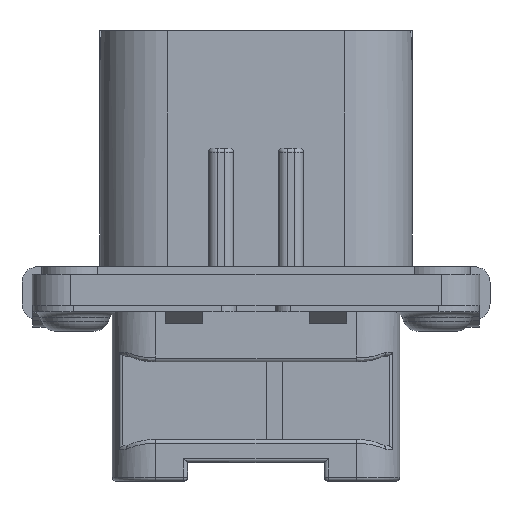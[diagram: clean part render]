
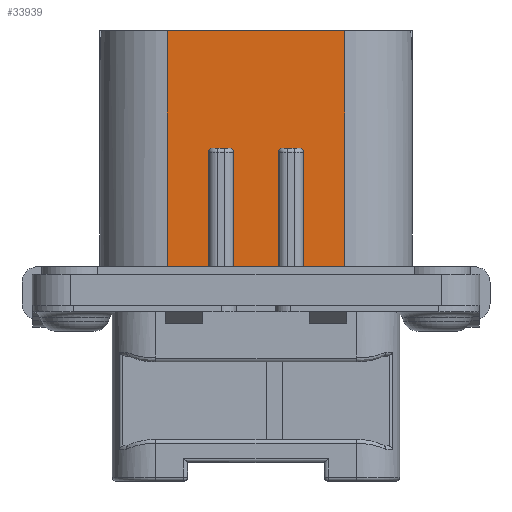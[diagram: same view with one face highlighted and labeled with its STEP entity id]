
A CAD part, front view. The second image highlights one B-rep face of the part: STEP entity #33939.
In plain terms, the highlighted planar face has unit normal (0, -1, 0).
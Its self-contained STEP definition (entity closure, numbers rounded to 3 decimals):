
#1276=DIRECTION('',(1.,0.,0.));
#1277=VECTOR('',#1276,2.66);
#1278=CARTESIAN_POINT('',(3.04,-9.,2.));
#1279=LINE('',#1278,#1277);
#2489=DIRECTION('',(1.,0.,0.));
#2490=VECTOR('',#2489,2.66);
#2491=CARTESIAN_POINT('',(-5.7,-9.,2.));
#2492=LINE('',#2491,#2490);
#2690=DIRECTION('',(1.,0.,0.));
#2691=VECTOR('',#2690,11.4);
#2692=CARTESIAN_POINT('',(-5.7,-9.,17.67));
#2693=LINE('',#2692,#2691);
#3225=DIRECTION('',(0.,0.,1.));
#3226=VECTOR('',#3225,7.87);
#3227=CARTESIAN_POINT('',(-1.44,-9.,2.));
#3228=LINE('',#3227,#3226);
#3229=DIRECTION('',(-1.,0.,0.));
#3230=VECTOR('',#3229,1.1);
#3231=CARTESIAN_POINT('',(-1.69,-9.,10.12));
#3232=LINE('',#3231,#3230);
#3233=DIRECTION('',(0.,0.,1.));
#3234=VECTOR('',#3233,7.87);
#3235=CARTESIAN_POINT('',(-3.04,-9.,2.));
#3236=LINE('',#3235,#3234);
#3237=DIRECTION('',(0.,0.,-1.));
#3238=VECTOR('',#3237,15.67);
#3239=CARTESIAN_POINT('',(-5.7,-9.,17.67));
#3240=LINE('',#3239,#3238);
#3241=DIRECTION('',(0.,0.,-1.));
#3242=VECTOR('',#3241,15.67);
#3243=CARTESIAN_POINT('',(5.7,-9.,17.67));
#3244=LINE('',#3243,#3242);
#3245=DIRECTION('',(0.,0.,1.));
#3246=VECTOR('',#3245,7.87);
#3247=CARTESIAN_POINT('',(3.04,-9.,2.));
#3248=LINE('',#3247,#3246);
#3249=DIRECTION('',(-1.,0.,0.));
#3250=VECTOR('',#3249,1.1);
#3251=CARTESIAN_POINT('',(2.79,-9.,10.12));
#3252=LINE('',#3251,#3250);
#3253=DIRECTION('',(0.,0.,1.));
#3254=VECTOR('',#3253,7.87);
#3255=CARTESIAN_POINT('',(1.44,-9.,2.));
#3256=LINE('',#3255,#3254);
#3270=CARTESIAN_POINT('',(-1.69,-9.,9.87));
#3271=DIRECTION('',(0.,1.,0.));
#3272=DIRECTION('',(0.,0.,1.));
#3273=AXIS2_PLACEMENT_3D('',#3270,#3271,#3272);
#3353=DIRECTION('',(1.,0.,0.));
#3354=VECTOR('',#3353,2.88);
#3355=CARTESIAN_POINT('',(-1.44,-9.,2.));
#3356=LINE('',#3355,#3354);
#3369=CARTESIAN_POINT('',(1.69,-9.,9.87));
#3370=DIRECTION('',(0.,1.,0.));
#3371=DIRECTION('',(-1.,0.,0.));
#3372=AXIS2_PLACEMENT_3D('',#3369,#3370,#3371);
#3401=CARTESIAN_POINT('',(2.79,-9.,9.87));
#3402=DIRECTION('',(0.,1.,0.));
#3403=DIRECTION('',(0.,0.,1.));
#3404=AXIS2_PLACEMENT_3D('',#3401,#3402,#3403);
#3484=CARTESIAN_POINT('',(-2.79,-9.,9.87));
#3485=DIRECTION('',(0.,1.,0.));
#3486=DIRECTION('',(-1.,0.,0.));
#3487=AXIS2_PLACEMENT_3D('',#3484,#3485,#3486);
#25225=CARTESIAN_POINT('',(-5.7,-9.,17.67));
#25226=CARTESIAN_POINT('',(-5.7,-9.,2.));
#25227=VERTEX_POINT('',#25225);
#25228=VERTEX_POINT('',#25226);
#25229=CARTESIAN_POINT('',(5.7,-9.,17.67));
#25230=CARTESIAN_POINT('',(5.7,-9.,2.));
#25231=VERTEX_POINT('',#25229);
#25232=VERTEX_POINT('',#25230);
#27150=CARTESIAN_POINT('',(-3.04,-9.,2.));
#27151=VERTEX_POINT('',#27150);
#27152=CARTESIAN_POINT('',(-1.44,-9.,2.));
#27153=CARTESIAN_POINT('',(1.44,-9.,2.));
#27154=VERTEX_POINT('',#27152);
#27155=VERTEX_POINT('',#27153);
#27156=CARTESIAN_POINT('',(3.04,-9.,2.));
#27157=VERTEX_POINT('',#27156);
#27201=CARTESIAN_POINT('',(-1.44,-9.,9.87));
#27203=VERTEX_POINT('',#27201);
#27205=CARTESIAN_POINT('',(-1.69,-9.,10.12));
#27207=VERTEX_POINT('',#27205);
#27220=CARTESIAN_POINT('',(-2.79,-9.,10.12));
#27221=VERTEX_POINT('',#27220);
#27222=CARTESIAN_POINT('',(-3.04,-9.,9.87));
#27223=VERTEX_POINT('',#27222);
#27225=CARTESIAN_POINT('',(3.04,-9.,9.87));
#27227=VERTEX_POINT('',#27225);
#27229=CARTESIAN_POINT('',(2.79,-9.,10.12));
#27231=VERTEX_POINT('',#27229);
#27244=CARTESIAN_POINT('',(1.69,-9.,10.12));
#27245=VERTEX_POINT('',#27244);
#27246=CARTESIAN_POINT('',(1.44,-9.,9.87));
#27247=VERTEX_POINT('',#27246);
#33904=CARTESIAN_POINT('',(-10.05,-9.,2.));
#33905=DIRECTION('',(0.,-1.,0.));
#33906=DIRECTION('',(1.,0.,0.));
#33907=AXIS2_PLACEMENT_3D('',#33904,#33905,#33906);
#33908=PLANE('',#33907);
#33910=ORIENTED_EDGE('',*,*,#33909,.T.);
#33912=ORIENTED_EDGE('',*,*,#33911,.F.);
#33914=ORIENTED_EDGE('',*,*,#33913,.T.);
#33916=ORIENTED_EDGE('',*,*,#33915,.F.);
#33918=ORIENTED_EDGE('',*,*,#33917,.F.);
#33919=ORIENTED_EDGE('',*,*,#33152,.F.);
#33921=ORIENTED_EDGE('',*,*,#33920,.F.);
#33922=ORIENTED_EDGE('',*,*,#33360,.T.);
#33923=ORIENTED_EDGE('',*,*,#33896,.T.);
#33924=ORIENTED_EDGE('',*,*,#32365,.F.);
#33926=ORIENTED_EDGE('',*,*,#33925,.T.);
#33928=ORIENTED_EDGE('',*,*,#33927,.F.);
#33930=ORIENTED_EDGE('',*,*,#33929,.T.);
#33932=ORIENTED_EDGE('',*,*,#33931,.F.);
#33934=ORIENTED_EDGE('',*,*,#33933,.F.);
#33936=ORIENTED_EDGE('',*,*,#33935,.F.);
#33937=EDGE_LOOP('',(#33910,#33912,#33914,#33916,#33918,#33919,#33921,#33922,
#33923,#33924,#33926,#33928,#33930,#33932,#33934,#33936));
#33938=FACE_OUTER_BOUND('',#33937,.F.);
#33939=ADVANCED_FACE('',(#33938),#33908,.T.);
#3274=CIRCLE('',#3273,0.25);
#3373=CIRCLE('',#3372,0.25);
#3405=CIRCLE('',#3404,0.25);
#3488=CIRCLE('',#3487,0.25);
#32365=EDGE_CURVE('',#27157,#25232,#1279,.T.);
#33152=EDGE_CURVE('',#25228,#27151,#2492,.T.);
#33360=EDGE_CURVE('',#25227,#25231,#2693,.T.);
#33896=EDGE_CURVE('',#25231,#25232,#3244,.T.);
#33909=EDGE_CURVE('',#27154,#27203,#3228,.T.);
#33911=EDGE_CURVE('',#27207,#27203,#3274,.T.);
#33913=EDGE_CURVE('',#27207,#27221,#3232,.T.);
#33915=EDGE_CURVE('',#27223,#27221,#3488,.T.);
#33917=EDGE_CURVE('',#27151,#27223,#3236,.T.);
#33920=EDGE_CURVE('',#25227,#25228,#3240,.T.);
#33925=EDGE_CURVE('',#27157,#27227,#3248,.T.);
#33927=EDGE_CURVE('',#27231,#27227,#3405,.T.);
#33929=EDGE_CURVE('',#27231,#27245,#3252,.T.);
#33931=EDGE_CURVE('',#27247,#27245,#3373,.T.);
#33933=EDGE_CURVE('',#27155,#27247,#3256,.T.);
#33935=EDGE_CURVE('',#27154,#27155,#3356,.T.);
